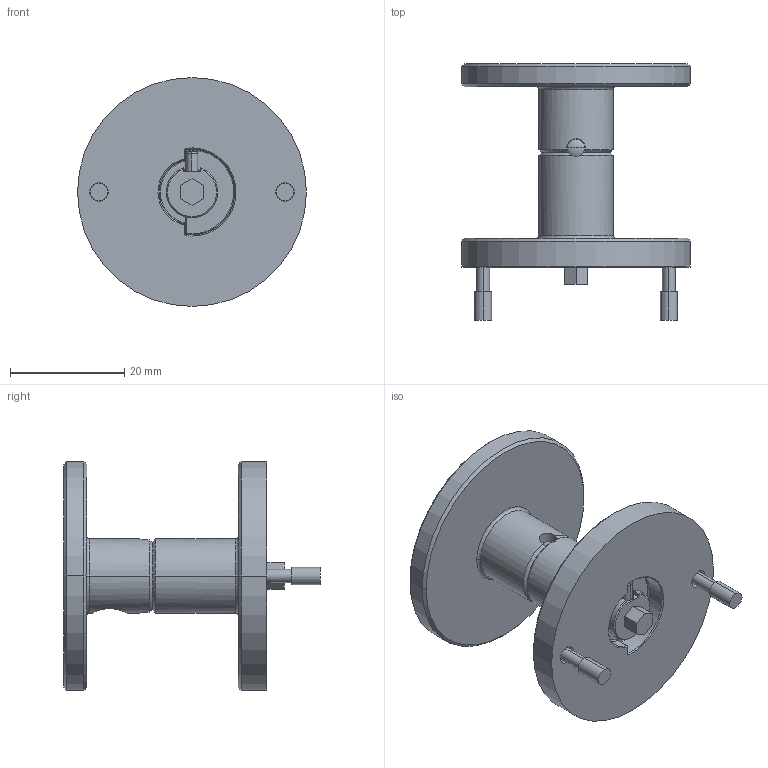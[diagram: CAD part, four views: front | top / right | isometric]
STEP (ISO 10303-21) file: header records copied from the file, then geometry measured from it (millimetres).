
FILE_DESCRIPTION((''),'2;1');
FILE_NAME('220717_ASM','2020-11-23T15:41:25',('PDMAdmin'),('BANNER ENGINEERING'),'CREO PARAMETRIC BY PTC INC, 2019292','CREO PARAMETRIC BY PTC INC, 2019292','');
FILE_SCHEMA(('CONFIG_CONTROL_DESIGN'));
Length unit declared in the file: millimetre
Products named in the file (5): 6051201005_1_1; 6051201005_1_2; 6051201005_1_3; 6051201005_1_ASM; 220717_ASM
Assembly tree (4 placements, depth 3):
  220717_ASM
    6051201005_1_ASM
      6051201005_1_1
      6051201005_1_2
      6051201005_1_3
Bounding box: 40 x 44.8 x 40 mm (x, y, z)
Volume: 14369 mm3; surface area: 8198.6 mm2
Topology: 3 solids, 4 shells, 310 faces, 916 edges, 614 vertices
Faces by surface type: extrusion 96, cylinder 75, plane 58, cone 51, torus 24, sphere 6
Entity records: 13819 total; most frequent: CARTESIAN_POINT 5724, ORIENTED_EDGE 1812, DIRECTION 1449, EDGE_CURVE 906, VERTEX_POINT 614, AXIS2_PLACEMENT_3D 530, B_SPLINE_CURVE_WITH_KNOTS 405, VECTOR 389
